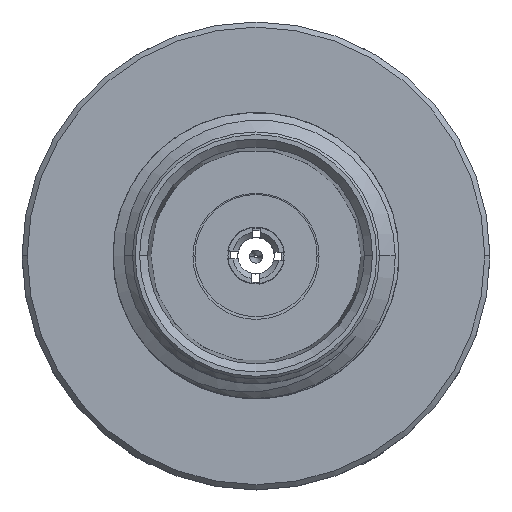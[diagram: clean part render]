
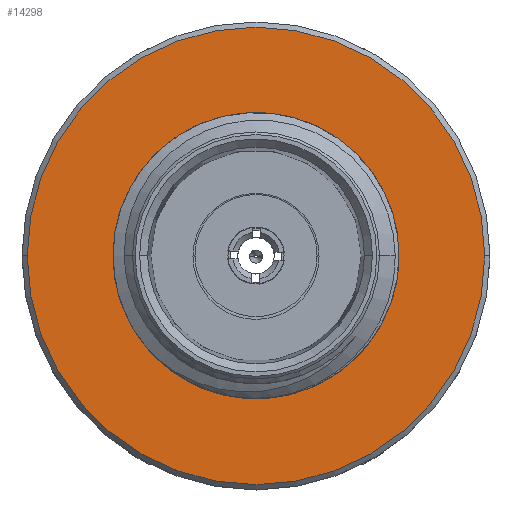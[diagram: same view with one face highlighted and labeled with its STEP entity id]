
A CAD part, top view. The second image highlights one B-rep face of the part: STEP entity #14298.
In plain terms, the highlighted planar face has unit normal (0, 0, 1).
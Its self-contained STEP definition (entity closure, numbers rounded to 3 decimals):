
#405 = CARTESIAN_POINT ( 'NONE',  ( 0., 0., 10.5 ) ) ;
#1628 = CIRCLE ( 'NONE', #8479, 8.8 ) ;
#1824 = DIRECTION ( 'NONE',  ( 0., 0., 1. ) ) ;
#1905 = AXIS2_PLACEMENT_3D ( 'NONE', #405, #3914, #11862 ) ;
#1944 = CARTESIAN_POINT ( 'NONE',  ( 8.8, 0., 10.5 ) ) ;
#2125 = VERTEX_POINT ( 'NONE', #3171 ) ;
#2851 = CARTESIAN_POINT ( 'NONE',  ( 0., 0., 10.5 ) ) ;
#3158 = DIRECTION ( 'NONE',  ( 1., 0., 0. ) ) ;
#3171 = CARTESIAN_POINT ( 'NONE',  ( -4.85, 0., 10.5 ) ) ;
#3914 = DIRECTION ( 'NONE',  ( 0., 0., 1. ) ) ;
#5431 = DIRECTION ( 'NONE',  ( 0., 0., -1. ) ) ;
#6464 = DIRECTION ( 'NONE',  ( 1., 0., 0. ) ) ;
#6664 = CIRCLE ( 'NONE', #13942, 4.85 ) ;
#7120 = EDGE_LOOP ( 'NONE', ( #12095, #12194 ) ) ;
#7591 = VERTEX_POINT ( 'NONE', #11588 ) ;
#7680 = EDGE_CURVE ( 'NONE', #13910, #11702, #1628, .T. ) ;
#7770 = AXIS2_PLACEMENT_3D ( 'NONE', #13332, #11919, #3158 ) ;
#7782 = DIRECTION ( 'NONE',  ( 0., 0., 1. ) ) ;
#8413 = EDGE_CURVE ( 'NONE', #7591, #2125, #9414, .T. ) ;
#8479 = AXIS2_PLACEMENT_3D ( 'NONE', #14161, #1824, #14464 ) ;
#8827 = DIRECTION ( 'NONE',  ( 1., 0., 0. ) ) ;
#8899 = FACE_BOUND ( 'NONE', #12191, .T. ) ;
#9414 = CIRCLE ( 'NONE', #7770, 4.85 ) ;
#10836 = EDGE_CURVE ( 'NONE', #11702, #13910, #12291, .T. ) ;
#11245 = CARTESIAN_POINT ( 'NONE',  ( 0., 9., 10.5 ) ) ;
#11588 = CARTESIAN_POINT ( 'NONE',  ( 4.85, 0., 10.5 ) ) ;
#11702 = VERTEX_POINT ( 'NONE', #1944 ) ;
#11791 = EDGE_CURVE ( 'NONE', #2125, #7591, #6664, .T. ) ;
#11862 = DIRECTION ( 'NONE',  ( 1., 0., 0. ) ) ;
#11873 = ORIENTED_EDGE ( 'NONE', *, *, #11791, .T. ) ;
#11919 = DIRECTION ( 'NONE',  ( 0., 0., -1. ) ) ;
#12095 = ORIENTED_EDGE ( 'NONE', *, *, #7680, .T. ) ;
#12191 = EDGE_LOOP ( 'NONE', ( #14274, #11873 ) ) ;
#12194 = ORIENTED_EDGE ( 'NONE', *, *, #10836, .T. ) ;
#12291 = CIRCLE ( 'NONE', #1905, 8.8 ) ;
#12353 = FACE_OUTER_BOUND ( 'NONE', #7120, .T. ) ;
#13332 = CARTESIAN_POINT ( 'NONE',  ( 0., 0., 10.5 ) ) ;
#13386 = PLANE ( 'NONE',  #14623 ) ;
#13910 = VERTEX_POINT ( 'NONE', #14232 ) ;
#13942 = AXIS2_PLACEMENT_3D ( 'NONE', #2851, #5431, #6464 ) ;
#14161 = CARTESIAN_POINT ( 'NONE',  ( 0., 0., 10.5 ) ) ;
#14232 = CARTESIAN_POINT ( 'NONE',  ( -8.8, 0., 10.5 ) ) ;
#14274 = ORIENTED_EDGE ( 'NONE', *, *, #8413, .T. ) ;
#14298 = ADVANCED_FACE ( 'NONE', ( #8899, #12353 ), #13386, .T. ) ;
#14464 = DIRECTION ( 'NONE',  ( 1., 0., 0. ) ) ;
#14623 = AXIS2_PLACEMENT_3D ( 'NONE', #11245, #7782, #8827 ) ;
